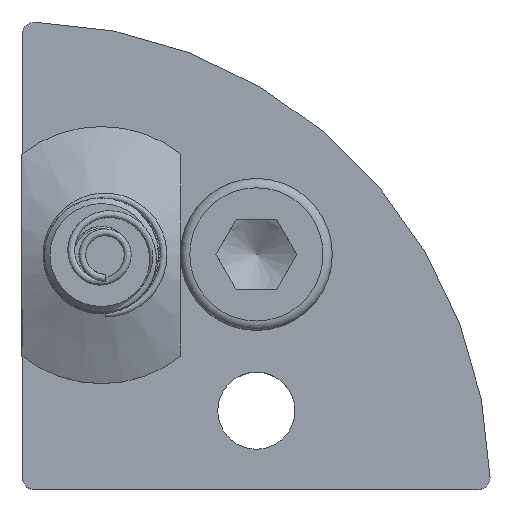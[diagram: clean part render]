
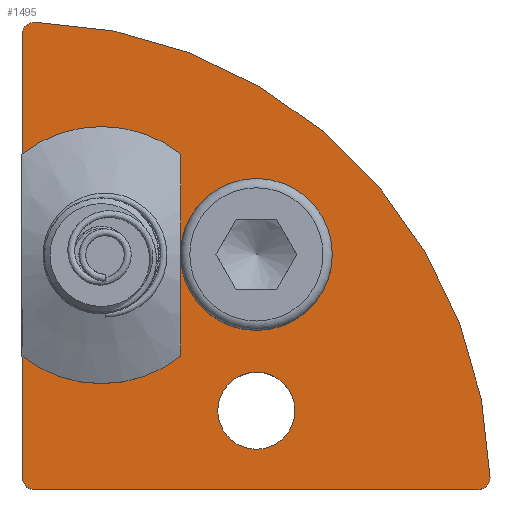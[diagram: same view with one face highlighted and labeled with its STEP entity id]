
A CAD part, top view. The second image highlights one B-rep face of the part: STEP entity #1495.
In plain terms, the highlighted planar face has unit normal (0, 0, 1).
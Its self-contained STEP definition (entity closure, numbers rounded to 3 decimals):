
#84=FACE_BOUND('',#279,.T.);
#85=FACE_BOUND('',#280,.T.);
#86=FACE_BOUND('',#281,.T.);
#122=PLANE('',#1629);
#181=FACE_OUTER_BOUND('',#278,.T.);
#278=EDGE_LOOP('',(#1083,#1084,#1085,#1086,#1087,#1088));
#279=EDGE_LOOP('',(#1089));
#280=EDGE_LOOP('',(#1090));
#281=EDGE_LOOP('',(#1091));
#395=LINE('',#2253,#499);
#404=LINE('',#2268,#508);
#499=VECTOR('',#1807,37.987);
#508=VECTOR('',#1818,37.987);
#588=CIRCLE('',#1579,1.);
#590=CIRCLE('',#1582,1.);
#592=CIRCLE('',#1585,40.);
#594=CIRCLE('',#1588,1.);
#604=CIRCLE('',#1606,3.3);
#606=CIRCLE('',#1609,3.3);
#608=CIRCLE('',#1612,4.5);
#655=VERTEX_POINT('',#2190);
#656=VERTEX_POINT('',#2191);
#659=VERTEX_POINT('',#2199);
#661=VERTEX_POINT('',#2202);
#664=VERTEX_POINT('',#2209);
#665=VERTEX_POINT('',#2214);
#691=VERTEX_POINT('',#2281);
#693=VERTEX_POINT('',#2286);
#695=VERTEX_POINT('',#2291);
#792=EDGE_CURVE('',#655,#656,#588,.T.);
#797=EDGE_CURVE('',#661,#659,#590,.T.);
#801=EDGE_CURVE('',#659,#664,#592,.T.);
#804=EDGE_CURVE('',#664,#665,#594,.T.);
#821=EDGE_CURVE('',#655,#661,#395,.T.);
#830=EDGE_CURVE('',#665,#656,#404,.T.);
#836=EDGE_CURVE('',#691,#691,#604,.T.);
#838=EDGE_CURVE('',#693,#693,#606,.T.);
#840=EDGE_CURVE('',#695,#695,#608,.T.);
#1083=ORIENTED_EDGE('',*,*,#830,.T.);
#1084=ORIENTED_EDGE('',*,*,#792,.F.);
#1085=ORIENTED_EDGE('',*,*,#821,.T.);
#1086=ORIENTED_EDGE('',*,*,#797,.T.);
#1087=ORIENTED_EDGE('',*,*,#801,.T.);
#1088=ORIENTED_EDGE('',*,*,#804,.T.);
#1089=ORIENTED_EDGE('',*,*,#838,.T.);
#1090=ORIENTED_EDGE('',*,*,#840,.F.);
#1091=ORIENTED_EDGE('',*,*,#836,.T.);
#1495=ADVANCED_FACE('',(#181,#84,#85,#86),#122,.T.);
#1579=AXIS2_PLACEMENT_3D('',#2192,#1750,#1751);
#1582=AXIS2_PLACEMENT_3D('',#2203,#1759,#1760);
#1585=AXIS2_PLACEMENT_3D('',#2211,#1767,#1768);
#1588=AXIS2_PLACEMENT_3D('',#2217,#1774,#1775);
#1606=AXIS2_PLACEMENT_3D('',#2282,#1832,#1833);
#1609=AXIS2_PLACEMENT_3D('',#2287,#1838,#1839);
#1612=AXIS2_PLACEMENT_3D('',#2292,#1844,#1845);
#1629=AXIS2_PLACEMENT_3D('',#2342,#1893,#1894);
#1750=DIRECTION('center_axis',(0.,0.,-1.));
#1751=DIRECTION('ref_axis',(0.,-1.,0.));
#1759=DIRECTION('center_axis',(0.,0.,1.));
#1760=DIRECTION('ref_axis',(1.,0.,0.));
#1767=DIRECTION('center_axis',(0.,0.,1.));
#1768=DIRECTION('ref_axis',(1.,0.,0.));
#1774=DIRECTION('center_axis',(0.,0.,1.));
#1775=DIRECTION('ref_axis',(1.,0.,0.));
#1807=DIRECTION('',(1.,0.,0.));
#1818=DIRECTION('',(0.,-1.,0.));
#1832=DIRECTION('center_axis',(0.,0.,-1.));
#1833=DIRECTION('ref_axis',(-1.,0.,0.));
#1838=DIRECTION('center_axis',(0.,0.,-1.));
#1839=DIRECTION('ref_axis',(-1.,0.,0.));
#1844=DIRECTION('center_axis',(0.,0.,1.));
#1845=DIRECTION('ref_axis',(1.,0.,0.));
#1893=DIRECTION('center_axis',(0.,0.,1.));
#1894=DIRECTION('ref_axis',(1.,0.,0.));
#2190=CARTESIAN_POINT('',(1.,0.,10.));
#2191=CARTESIAN_POINT('',(0.,1.,10.));
#2192=CARTESIAN_POINT('Origin',(1.,1.,10.));
#2199=CARTESIAN_POINT('',(39.987,1.026,10.));
#2202=CARTESIAN_POINT('',(38.987,0.,10.));
#2203=CARTESIAN_POINT('Origin',(38.987,1.,10.));
#2209=CARTESIAN_POINT('',(1.026,39.987,10.));
#2211=CARTESIAN_POINT('Origin',(0.,0.,10.));
#2214=CARTESIAN_POINT('',(0.,38.987,10.));
#2217=CARTESIAN_POINT('Origin',(1.,38.987,10.));
#2253=CARTESIAN_POINT('',(1.,0.,10.));
#2268=CARTESIAN_POINT('',(0.,38.987,10.));
#2281=CARTESIAN_POINT('',(3.45,20.,10.));
#2282=CARTESIAN_POINT('Origin',(6.75,20.,10.));
#2286=CARTESIAN_POINT('',(16.7,6.75,10.));
#2287=CARTESIAN_POINT('Origin',(20.,6.75,10.));
#2291=CARTESIAN_POINT('',(24.5,20.,10.));
#2292=CARTESIAN_POINT('Origin',(20.,20.,10.));
#2342=CARTESIAN_POINT('Origin',(0.,0.,10.));
